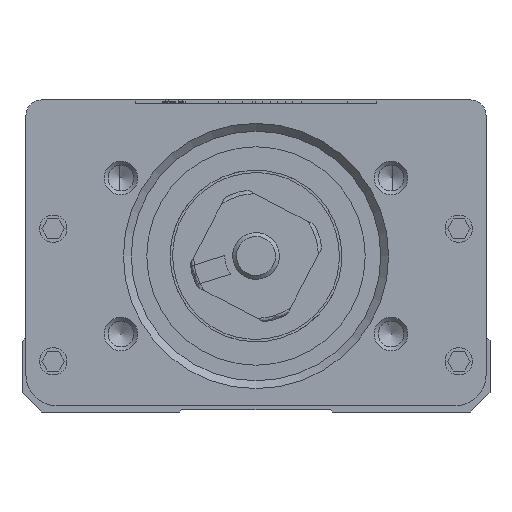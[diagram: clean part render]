
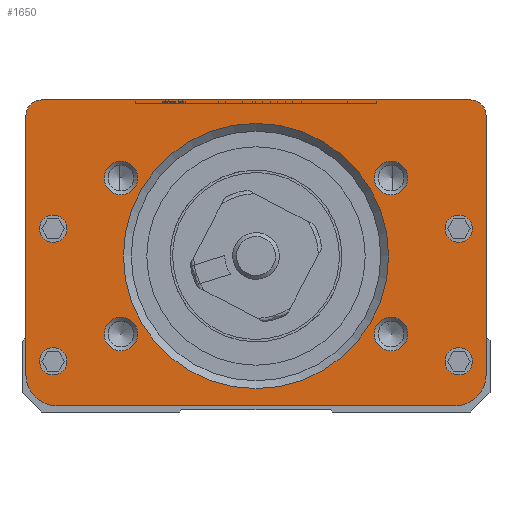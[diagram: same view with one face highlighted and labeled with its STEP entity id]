
A CAD part, front view. The second image highlights one B-rep face of the part: STEP entity #1650.
In plain terms, the highlighted face is planar.
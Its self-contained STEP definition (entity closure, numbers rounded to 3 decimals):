
#980=FACE_BOUND('',#4759,.T.);
#981=FACE_BOUND('',#4760,.T.);
#982=FACE_BOUND('',#4761,.T.);
#983=FACE_BOUND('',#4762,.T.);
#984=FACE_BOUND('',#4763,.T.);
#985=FACE_BOUND('',#4764,.T.);
#986=FACE_BOUND('',#4765,.T.);
#987=FACE_BOUND('',#4766,.T.);
#988=FACE_BOUND('',#4767,.T.);
#989=FACE_BOUND('',#4768,.T.);
#1650=ADVANCED_FACE('',(#980,#981,#982,#983,#984,#985,#986,#987,#988,#989),
#2886,.F.);
#2886=PLANE('',#22504);
#4759=EDGE_LOOP('',(#10845));
#4760=EDGE_LOOP('',(#10846));
#4761=EDGE_LOOP('',(#10847));
#4762=EDGE_LOOP('',(#10848));
#4763=EDGE_LOOP('',(#10849));
#4764=EDGE_LOOP('',(#10850));
#4765=EDGE_LOOP('',(#10851));
#4766=EDGE_LOOP('',(#10852));
#4767=EDGE_LOOP('',(#10853));
#4768=EDGE_LOOP('',(#10854,#10855,#10856,#10857,#10858,#10859,#10860,#10861));
#6419=LINE('',#31642,#8403);
#6465=LINE('',#31770,#8449);
#6467=LINE('',#31774,#8451);
#6487=LINE('',#31824,#8471);
#8403=VECTOR('',#24989,1.);
#8449=VECTOR('',#25083,1.);
#8451=VECTOR('',#25087,1.);
#8471=VECTOR('',#25133,1.);
#10845=ORIENTED_EDGE('',*,*,#18767,.T.);
#10846=ORIENTED_EDGE('',*,*,#18768,.T.);
#10847=ORIENTED_EDGE('',*,*,#18769,.T.);
#10848=ORIENTED_EDGE('',*,*,#18770,.T.);
#10849=ORIENTED_EDGE('',*,*,#18771,.T.);
#10850=ORIENTED_EDGE('',*,*,#18772,.T.);
#10851=ORIENTED_EDGE('',*,*,#18773,.T.);
#10852=ORIENTED_EDGE('',*,*,#18774,.T.);
#10853=ORIENTED_EDGE('',*,*,#18775,.T.);
#10854=ORIENTED_EDGE('',*,*,#18750,.F.);
#10855=ORIENTED_EDGE('',*,*,#18704,.F.);
#10856=ORIENTED_EDGE('',*,*,#18725,.F.);
#10857=ORIENTED_EDGE('',*,*,#18765,.F.);
#10858=ORIENTED_EDGE('',*,*,#18660,.F.);
#10859=ORIENTED_EDGE('',*,*,#18764,.F.);
#10860=ORIENTED_EDGE('',*,*,#18723,.F.);
#10861=ORIENTED_EDGE('',*,*,#18712,.F.);
#16525=VERTEX_POINT('',#31641);
#16526=VERTEX_POINT('',#31643);
#16566=VERTEX_POINT('',#31729);
#16567=VERTEX_POINT('',#31731);
#16574=VERTEX_POINT('',#31747);
#16575=VERTEX_POINT('',#31749);
#16580=VERTEX_POINT('',#31762);
#16584=VERTEX_POINT('',#31773);
#16609=VERTEX_POINT('',#31854);
#16610=VERTEX_POINT('',#31856);
#16611=VERTEX_POINT('',#31858);
#16612=VERTEX_POINT('',#31860);
#16613=VERTEX_POINT('',#31862);
#16614=VERTEX_POINT('',#31864);
#16615=VERTEX_POINT('',#31866);
#16616=VERTEX_POINT('',#31868);
#16617=VERTEX_POINT('',#31870);
#18660=EDGE_CURVE('',#16525,#16526,#6419,.T.);
#18704=EDGE_CURVE('',#16566,#16567,#21461,.T.);
#18712=EDGE_CURVE('',#16574,#16575,#21463,.T.);
#18723=EDGE_CURVE('',#16575,#16580,#6465,.T.);
#18725=EDGE_CURVE('',#16584,#16566,#6467,.T.);
#18750=EDGE_CURVE('',#16567,#16574,#6487,.T.);
#18764=EDGE_CURVE('',#16580,#16525,#21474,.T.);
#18765=EDGE_CURVE('',#16526,#16584,#21475,.T.);
#18767=EDGE_CURVE('',#16609,#16609,#21477,.T.);
#18768=EDGE_CURVE('',#16610,#16610,#21478,.T.);
#18769=EDGE_CURVE('',#16611,#16611,#21479,.T.);
#18770=EDGE_CURVE('',#16612,#16612,#21480,.T.);
#18771=EDGE_CURVE('',#16613,#16613,#21481,.T.);
#18772=EDGE_CURVE('',#16614,#16614,#21482,.T.);
#18773=EDGE_CURVE('',#16615,#16615,#21483,.T.);
#18774=EDGE_CURVE('',#16616,#16616,#21484,.T.);
#18775=EDGE_CURVE('',#16617,#16617,#21485,.T.);
#21461=CIRCLE('',#22461,4.);
#21463=CIRCLE('',#22465,4.);
#21474=CIRCLE('',#22489,2.);
#21475=CIRCLE('',#22491,2.);
#21477=CIRCLE('',#22495,2.15);
#21478=CIRCLE('',#22496,2.15);
#21479=CIRCLE('',#22497,2.15);
#21480=CIRCLE('',#22498,2.15);
#21481=CIRCLE('',#22499,17.);
#21482=CIRCLE('',#22500,1.75);
#21483=CIRCLE('',#22501,1.75);
#21484=CIRCLE('',#22502,1.75);
#21485=CIRCLE('',#22503,1.75);
#22461=AXIS2_PLACEMENT_3D('',#31730,#25053,#25054);
#22465=AXIS2_PLACEMENT_3D('',#31748,#25067,#25068);
#22489=AXIS2_PLACEMENT_3D('',#31847,#25156,#25157);
#22491=AXIS2_PLACEMENT_3D('',#31849,#25160,#25161);
#22495=AXIS2_PLACEMENT_3D('',#31853,#25168,#25169);
#22496=AXIS2_PLACEMENT_3D('',#31855,#25170,#25171);
#22497=AXIS2_PLACEMENT_3D('',#31857,#25172,#25173);
#22498=AXIS2_PLACEMENT_3D('',#31859,#25174,#25175);
#22499=AXIS2_PLACEMENT_3D('',#31861,#25176,#25177);
#22500=AXIS2_PLACEMENT_3D('',#31863,#25178,#25179);
#22501=AXIS2_PLACEMENT_3D('',#31865,#25180,#25181);
#22502=AXIS2_PLACEMENT_3D('',#31867,#25182,#25183);
#22503=AXIS2_PLACEMENT_3D('',#31869,#25184,#25185);
#22504=AXIS2_PLACEMENT_3D('',#31871,#25186,#25187);
#24989=DIRECTION('',(1.,0.,0.));
#25053=DIRECTION('',(0.,1.,0.));
#25054=DIRECTION('',(1.,0.,0.));
#25067=DIRECTION('',(0.,1.,0.));
#25068=DIRECTION('',(1.,0.,0.));
#25083=DIRECTION('',(0.,0.,1.));
#25087=DIRECTION('',(0.,0.,-1.));
#25133=DIRECTION('',(-1.,0.,0.));
#25156=DIRECTION('',(0.,1.,0.));
#25157=DIRECTION('',(0.,0.,1.));
#25160=DIRECTION('',(0.,1.,0.));
#25161=DIRECTION('',(0.,0.,1.));
#25168=DIRECTION('',(0.,1.,0.));
#25169=DIRECTION('',(0.,0.,1.));
#25170=DIRECTION('',(0.,1.,0.));
#25171=DIRECTION('',(0.,0.,1.));
#25172=DIRECTION('',(0.,1.,0.));
#25173=DIRECTION('',(0.,0.,1.));
#25174=DIRECTION('',(0.,1.,0.));
#25175=DIRECTION('',(0.,0.,1.));
#25176=DIRECTION('',(0.,1.,0.));
#25177=DIRECTION('',(0.,0.,1.));
#25178=DIRECTION('',(0.,1.,0.));
#25179=DIRECTION('',(0.,0.,1.));
#25180=DIRECTION('',(0.,1.,0.));
#25181=DIRECTION('',(0.,0.,1.));
#25182=DIRECTION('',(0.,1.,0.));
#25183=DIRECTION('',(0.,0.,1.));
#25184=DIRECTION('',(0.,1.,0.));
#25185=DIRECTION('',(0.,0.,1.));
#25186=DIRECTION('',(0.,1.,0.));
#25187=DIRECTION('',(0.,0.,-1.));
#31641=CARTESIAN_POINT('',(-27.5,-130.762,38.));
#31642=CARTESIAN_POINT('',(-25.5,-130.762,38.));
#31643=CARTESIAN_POINT('',(27.5,-130.762,38.));
#31729=CARTESIAN_POINT('',(29.5,-130.762,2.8));
#31730=CARTESIAN_POINT('',(25.5,-130.762,2.8));
#31731=CARTESIAN_POINT('',(25.5,-130.762,-1.2));
#31747=CARTESIAN_POINT('',(-25.5,-130.762,-1.2));
#31748=CARTESIAN_POINT('',(-25.5,-130.762,2.8));
#31749=CARTESIAN_POINT('',(-29.5,-130.762,2.8));
#31762=CARTESIAN_POINT('',(-29.5,-130.762,36.));
#31770=CARTESIAN_POINT('',(-29.5,-130.762,2.8));
#31773=CARTESIAN_POINT('',(29.5,-130.762,36.));
#31774=CARTESIAN_POINT('',(29.5,-130.762,39.));
#31824=CARTESIAN_POINT('',(25.5,-130.762,-1.2));
#31847=CARTESIAN_POINT('',(-27.5,-130.762,36.));
#31849=CARTESIAN_POINT('',(27.5,-130.762,36.));
#31853=CARTESIAN_POINT('',(-17.321,-130.762,28.));
#31854=CARTESIAN_POINT('',(-17.321,-130.762,30.15));
#31855=CARTESIAN_POINT('',(17.321,-130.762,8.));
#31856=CARTESIAN_POINT('',(17.321,-130.762,10.15));
#31857=CARTESIAN_POINT('',(17.321,-130.762,28.));
#31858=CARTESIAN_POINT('',(17.321,-130.762,30.15));
#31859=CARTESIAN_POINT('',(-17.321,-130.762,8.));
#31860=CARTESIAN_POINT('',(-17.321,-130.762,10.15));
#31861=CARTESIAN_POINT('',(0.,-130.762,18.));
#31862=CARTESIAN_POINT('',(0.,-130.762,35.));
#31863=CARTESIAN_POINT('',(-26.,-130.762,21.5));
#31864=CARTESIAN_POINT('',(-26.,-130.762,23.25));
#31865=CARTESIAN_POINT('',(-26.,-130.762,4.5));
#31866=CARTESIAN_POINT('',(-26.,-130.762,6.25));
#31867=CARTESIAN_POINT('',(26.,-130.762,4.5));
#31868=CARTESIAN_POINT('',(26.,-130.762,6.25));
#31869=CARTESIAN_POINT('',(26.,-130.762,21.5));
#31870=CARTESIAN_POINT('',(26.,-130.762,23.25));
#31871=CARTESIAN_POINT('',(-25.5,-130.762,2.8));
